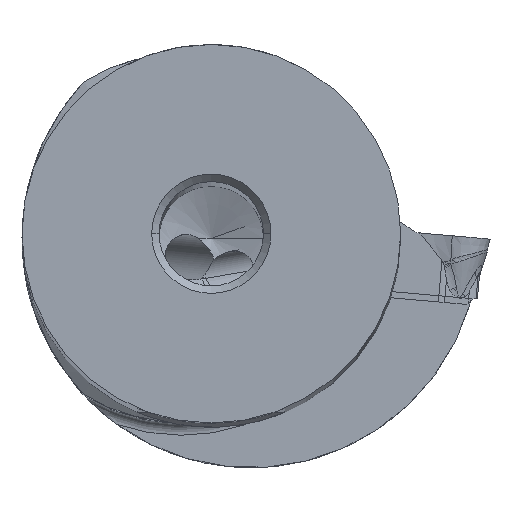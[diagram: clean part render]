
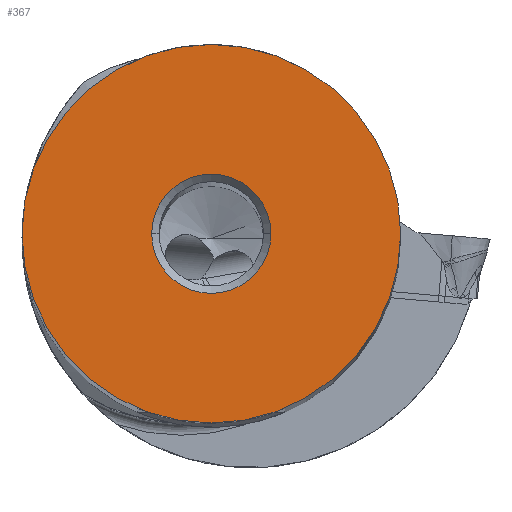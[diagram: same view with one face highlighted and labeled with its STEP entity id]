
A CAD part, top view. The second image highlights one B-rep face of the part: STEP entity #367.
In plain terms, the highlighted planar face has unit normal (0, 0, 1).
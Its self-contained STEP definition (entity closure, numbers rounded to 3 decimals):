
#41=FACE_BOUND('',#791,.T.);
#42=FACE_BOUND('',#792,.T.);
#115=PLANE('',#4010);
#367=ADVANCED_FACE('',(#41,#42),#115,.F.);
#791=EDGE_LOOP('',(#1666,#1667));
#792=EDGE_LOOP('',(#1668,#1669));
#1666=ORIENTED_EDGE('',*,*,#2816,.T.);
#1667=ORIENTED_EDGE('',*,*,#2810,.T.);
#1668=ORIENTED_EDGE('',*,*,#2817,.T.);
#1669=ORIENTED_EDGE('',*,*,#2818,.T.);
#2295=VERTEX_POINT('',#11719);
#2296=VERTEX_POINT('',#11721);
#2302=VERTEX_POINT('',#11736);
#2303=VERTEX_POINT('',#11737);
#2810=EDGE_CURVE('',#2295,#2296,#3339,.T.);
#2816=EDGE_CURVE('',#2296,#2295,#3340,.T.);
#2817=EDGE_CURVE('',#2302,#2303,#3341,.T.);
#2818=EDGE_CURVE('',#2303,#2302,#3342,.T.);
#3339=CIRCLE('',#4002,12.7);
#3340=CIRCLE('',#4007,12.7);
#3341=CIRCLE('',#4008,4.);
#3342=CIRCLE('',#4009,4.);
#4002=AXIS2_PLACEMENT_3D('',#11722,#4550,#4551);
#4007=AXIS2_PLACEMENT_3D('',#11734,#4562,#4563);
#4008=AXIS2_PLACEMENT_3D('',#11735,#4564,#4565);
#4009=AXIS2_PLACEMENT_3D('',#11738,#4566,#4567);
#4010=AXIS2_PLACEMENT_3D('',#11739,#4568,#4569);
#4550=DIRECTION('',(0.,0.,1.));
#4551=DIRECTION('',(-1.,0.,0.));
#4562=DIRECTION('',(0.,0.,1.));
#4563=DIRECTION('',(1.,0.,0.));
#4564=DIRECTION('',(0.,0.,-1.));
#4565=DIRECTION('',(1.,0.,0.));
#4566=DIRECTION('',(0.,0.,-1.));
#4567=DIRECTION('',(-1.,0.,0.));
#4568=DIRECTION('',(0.,0.,-1.));
#4569=DIRECTION('',(1.,0.,0.));
#11719=CARTESIAN_POINT('',(-12.7,0.,0.));
#11721=CARTESIAN_POINT('',(12.7,0.,0.));
#11722=CARTESIAN_POINT('',(0.,0.,0.));
#11734=CARTESIAN_POINT('',(0.,0.,0.));
#11735=CARTESIAN_POINT('',(0.,0.,0.));
#11736=CARTESIAN_POINT('',(4.,0.,0.));
#11737=CARTESIAN_POINT('',(-4.,0.,0.));
#11738=CARTESIAN_POINT('',(0.,0.,0.));
#11739=CARTESIAN_POINT('',(0.,0.,0.));
